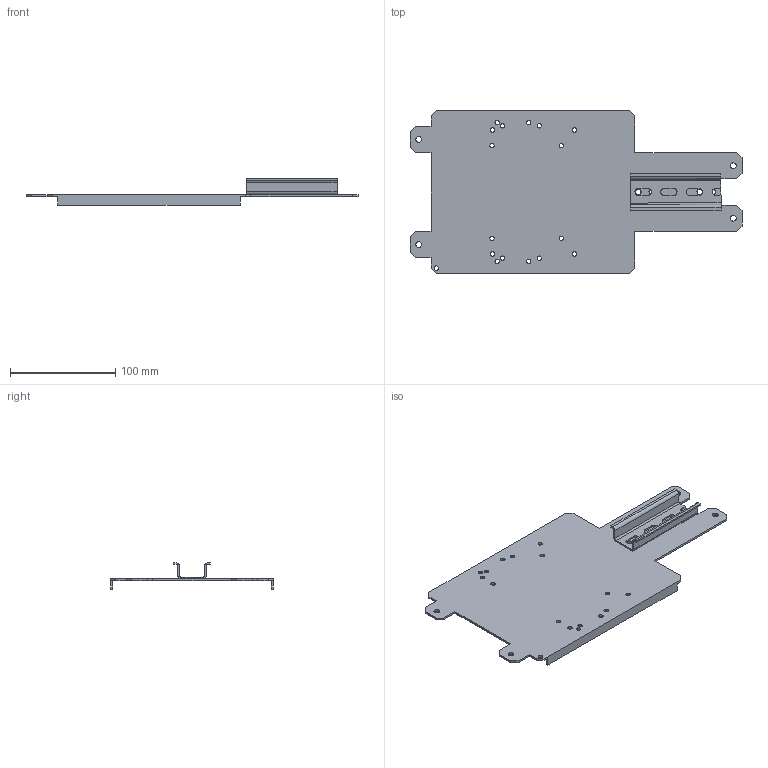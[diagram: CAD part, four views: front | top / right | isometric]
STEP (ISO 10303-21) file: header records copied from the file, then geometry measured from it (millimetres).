
FILE_DESCRIPTION((''),'2;1');
FILE_NAME('ASM0001_ASM','2023-01-25T15:07:02',('klemen.sitar'),('Audax d.o.o.'),'CREO PARAMETRIC BY PTC INC, 2021304','CREO PARAMETRIC BY PTC INC, 2021304','');
FILE_SCHEMA(('AP242_MANAGED_MODEL_BASED_3D_ENGINEERING_MIM_LF { 1 0 10303 442 1 1 4 }'));
Length unit declared in the file: millimetre
Products named in the file (3): PRT0002; TH; ASM0001_ASM
Assembly tree (2 placements, depth 2):
  ASM0001_ASM
    PRT0002
    TH
Bounding box: 316 x 155 x 25 mm (x, y, z)
Volume: 87866.6 mm3; surface area: 93575.3 mm2
Topology: 2 solids, 2 shells, 130 faces, 394 edges, 270 vertices
Faces by surface type: plane 65, cylinder 65
Entity records: 6937 total; most frequent: DIRECTION 816, CARTESIAN_POINT 806, ORIENTED_EDGE 784, PRESENTATION_STYLE_ASSIGNMENT 490, STYLED_ITEM 490, CURVE_STYLE 396, EDGE_CURVE 392, AXIS2_PLACEMENT_3D 283
